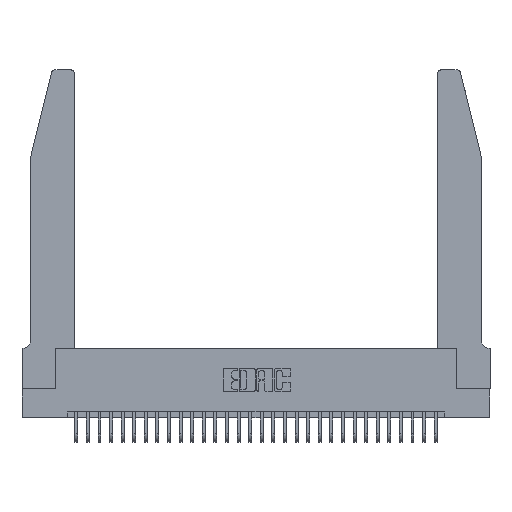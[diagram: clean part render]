
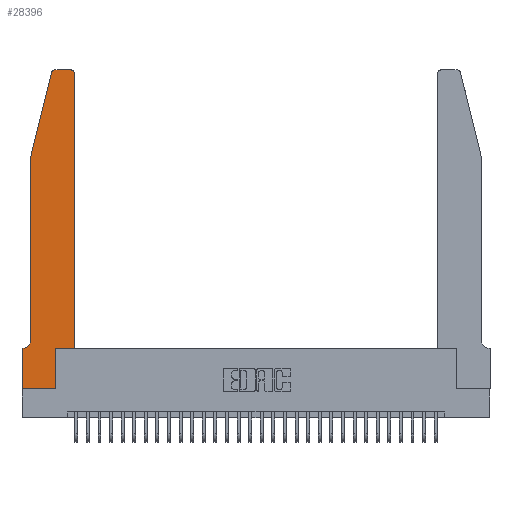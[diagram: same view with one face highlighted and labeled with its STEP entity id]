
A CAD part, top view. The second image highlights one B-rep face of the part: STEP entity #28396.
In plain terms, the highlighted planar face has unit normal (0, 0, 1).
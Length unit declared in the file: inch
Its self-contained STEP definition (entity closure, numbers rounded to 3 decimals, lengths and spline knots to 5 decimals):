
#162 = VECTOR ( 'NONE', #9359, 39.37008 ) ;
#299 = EDGE_CURVE ( 'NONE', #15254, #2165, #10165, .T. ) ;
#738 = ORIENTED_EDGE ( 'NONE', *, *, #299, .T. ) ;
#784 = LINE ( 'NONE', #6713, #22633 ) ;
#1073 = CARTESIAN_POINT ( 'NONE',  ( 0.0055, 0.35, 0.37 ) ) ;
#1295 = EDGE_CURVE ( 'NONE', #29103, #15254, #11658, .T. ) ;
#1431 = VERTEX_POINT ( 'NONE', #16441 ) ;
#1751 = ORIENTED_EDGE ( 'NONE', *, *, #3774, .T. ) ;
#1870 = CIRCLE ( 'NONE', #31059, 0.07 ) ;
#2165 = VERTEX_POINT ( 'NONE', #7670 ) ;
#2230 = DIRECTION ( 'NONE',  ( 0., 1., 0. ) ) ;
#2581 = LINE ( 'NONE', #24420, #162 ) ;
#2699 = VERTEX_POINT ( 'NONE', #9365 ) ;
#3135 = CARTESIAN_POINT ( 'NONE',  ( 0.2865, 0.35, 0.37 ) ) ;
#3477 = CARTESIAN_POINT ( 'NONE',  ( 0.2865, 0.35, 0.37 ) ) ;
#3774 = EDGE_CURVE ( 'NONE', #2165, #19371, #11583, .T. ) ;
#3782 = CIRCLE ( 'NONE', #19839, 0.03 ) ;
#4087 = DIRECTION ( 'NONE',  ( -1., 0., 0. ) ) ;
#4313 = ORIENTED_EDGE ( 'NONE', *, *, #28584, .T. ) ;
#4642 = VECTOR ( 'NONE', #16862, 39.37008 ) ;
#5263 = CARTESIAN_POINT ( 'NONE',  ( 0.4505, 2.72, 0.37 ) ) ;
#5578 = DIRECTION ( 'NONE',  ( 1., 0., 0. ) ) ;
#5610 = VERTEX_POINT ( 'NONE', #16331 ) ;
#6218 = DIRECTION ( 'NONE',  ( 0., 0., 1. ) ) ;
#6713 = CARTESIAN_POINT ( 'NONE',  ( 0.0755, 0.35, 0.37 ) ) ;
#6849 = DIRECTION ( 'NONE',  ( 0., 0., -1. ) ) ;
#7377 = ORIENTED_EDGE ( 'NONE', *, *, #22967, .T. ) ;
#7670 = CARTESIAN_POINT ( 'NONE',  ( 0.4505, 0.35, 0.37 ) ) ;
#7710 = CIRCLE ( 'NONE', #22161, 0.03 ) ;
#8014 = ORIENTED_EDGE ( 'NONE', *, *, #8758, .T. ) ;
#8248 = CARTESIAN_POINT ( 'NONE',  ( 0.4505, 0.35, 0.37 ) ) ;
#8758 = EDGE_CURVE ( 'NONE', #24340, #2699, #2581, .T. ) ;
#9359 = DIRECTION ( 'NONE',  ( 0., -1., 0. ) ) ;
#9365 = CARTESIAN_POINT ( 'NONE',  ( 0., 0., 0.37 ) ) ;
#9515 = CARTESIAN_POINT ( 'NONE',  ( 0.0055, 0.42, 0.37 ) ) ;
#9890 = ORIENTED_EDGE ( 'NONE', *, *, #26425, .T. ) ;
#9943 = EDGE_CURVE ( 'NONE', #32197, #5610, #29110, .T. ) ;
#10138 = FACE_OUTER_BOUND ( 'NONE', #13179, .T. ) ;
#10165 = LINE ( 'NONE', #8248, #17734 ) ;
#11362 = LINE ( 'NONE', #32033, #4642 ) ;
#11583 = LINE ( 'NONE', #25101, #13172 ) ;
#11658 = LINE ( 'NONE', #3477, #24796 ) ;
#11952 = CARTESIAN_POINT ( 'NONE',  ( 0.2605, 2.75, 0.37 ) ) ;
#12427 = VECTOR ( 'NONE', #23385, 39.37008 ) ;
#13172 = VECTOR ( 'NONE', #2230, 39.37008 ) ;
#13179 = EDGE_LOOP ( 'NONE', ( #28639, #4313, #7377, #15878, #9890, #15933, #8014, #18246, #20363, #738, #1751, #32573 ) ) ;
#13916 = CARTESIAN_POINT ( 'NONE',  ( 0.0755, 2., 0.37 ) ) ;
#14801 = VERTEX_POINT ( 'NONE', #22100 ) ;
#15100 = LINE ( 'NONE', #13916, #27788 ) ;
#15254 = VERTEX_POINT ( 'NONE', #3135 ) ;
#15878 = ORIENTED_EDGE ( 'NONE', *, *, #24984, .T. ) ;
#15933 = ORIENTED_EDGE ( 'NONE', *, *, #30130, .T. ) ;
#16331 = CARTESIAN_POINT ( 'NONE',  ( 0.284, 2.75, 0.37 ) ) ;
#16441 = CARTESIAN_POINT ( 'NONE',  ( 0.25487, 2.72718, 0.37 ) ) ;
#16862 = DIRECTION ( 'NONE',  ( 1., 0., 0. ) ) ;
#17328 = EDGE_CURVE ( 'NONE', #19371, #32197, #7710, .T. ) ;
#17734 = VECTOR ( 'NONE', #5578, 39.37008 ) ;
#17918 = CARTESIAN_POINT ( 'NONE',  ( 0.4205, 2.75, 0.37 ) ) ;
#18246 = ORIENTED_EDGE ( 'NONE', *, *, #27583, .T. ) ;
#19371 = VERTEX_POINT ( 'NONE', #5263 ) ;
#19548 = DIRECTION ( 'NONE',  ( 0., 1., 0. ) ) ;
#19839 = AXIS2_PLACEMENT_3D ( 'NONE', #20538, #6218, #20647 ) ;
#20363 = ORIENTED_EDGE ( 'NONE', *, *, #1295, .T. ) ;
#20538 = CARTESIAN_POINT ( 'NONE',  ( 0.284, 2.72, 0.37 ) ) ;
#20647 = DIRECTION ( 'NONE',  ( 1., 0., 0. ) ) ;
#21668 = DIRECTION ( 'NONE',  ( -1., 0., 0. ) ) ;
#21761 = CARTESIAN_POINT ( 'NONE',  ( 0.4205, 2.72, 0.37 ) ) ;
#21772 = CARTESIAN_POINT ( 'NONE',  ( 0., 0.35, 0.37 ) ) ;
#22100 = CARTESIAN_POINT ( 'NONE',  ( 0.0755, 2., 0.37 ) ) ;
#22161 = AXIS2_PLACEMENT_3D ( 'NONE', #21761, #24231, #29287 ) ;
#22633 = VECTOR ( 'NONE', #21668, 39.37008 ) ;
#22967 = EDGE_CURVE ( 'NONE', #1431, #14801, #28669, .T. ) ;
#23385 = DIRECTION ( 'NONE',  ( -0.239, -0.971, 0. ) ) ;
#24168 = VERTEX_POINT ( 'NONE', #1073 ) ;
#24231 = DIRECTION ( 'NONE',  ( 0., 0., 1. ) ) ;
#24340 = VERTEX_POINT ( 'NONE', #27046 ) ;
#24420 = CARTESIAN_POINT ( 'NONE',  ( 0., 0., 0.37 ) ) ;
#24455 = DIRECTION ( 'NONE',  ( 0., 0., 1. ) ) ;
#24796 = VECTOR ( 'NONE', #19548, 39.37008 ) ;
#24984 = EDGE_CURVE ( 'NONE', #14801, #32066, #15100, .T. ) ;
#25101 = CARTESIAN_POINT ( 'NONE',  ( 0.4505, 0.35, 0.37 ) ) ;
#25926 = CARTESIAN_POINT ( 'NONE',  ( 0.0755, 2., 0.37 ) ) ;
#26425 = EDGE_CURVE ( 'NONE', #32066, #24168, #1870, .T. ) ;
#27011 = DIRECTION ( 'NONE',  ( -1., 0., 0. ) ) ;
#27046 = CARTESIAN_POINT ( 'NONE',  ( 0., 0.35, 0.37 ) ) ;
#27212 = PLANE ( 'NONE',  #27902 ) ;
#27583 = EDGE_CURVE ( 'NONE', #2699, #29103, #11362, .T. ) ;
#27788 = VECTOR ( 'NONE', #28883, 39.37008 ) ;
#27902 = AXIS2_PLACEMENT_3D ( 'NONE', #21772, #24455, #29418 ) ;
#28396 = ADVANCED_FACE ( 'NONE', ( #10138 ), #27212, .T. ) ;
#28584 = EDGE_CURVE ( 'NONE', #5610, #1431, #3782, .T. ) ;
#28639 = ORIENTED_EDGE ( 'NONE', *, *, #9943, .T. ) ;
#28669 = LINE ( 'NONE', #25926, #12427 ) ;
#28883 = DIRECTION ( 'NONE',  ( 0., -1., 0. ) ) ;
#29103 = VERTEX_POINT ( 'NONE', #32713 ) ;
#29110 = LINE ( 'NONE', #11952, #29500 ) ;
#29287 = DIRECTION ( 'NONE',  ( 1., 0., 0. ) ) ;
#29418 = DIRECTION ( 'NONE',  ( 1., 0., 0. ) ) ;
#29500 = VECTOR ( 'NONE', #4087, 39.37008 ) ;
#30100 = CARTESIAN_POINT ( 'NONE',  ( 0.0755, 0.42, 0.37 ) ) ;
#30130 = EDGE_CURVE ( 'NONE', #24168, #24340, #784, .T. ) ;
#31059 = AXIS2_PLACEMENT_3D ( 'NONE', #9515, #6849, #27011 ) ;
#32033 = CARTESIAN_POINT ( 'NONE',  ( 0., 0., 0.37 ) ) ;
#32066 = VERTEX_POINT ( 'NONE', #30100 ) ;
#32197 = VERTEX_POINT ( 'NONE', #17918 ) ;
#32573 = ORIENTED_EDGE ( 'NONE', *, *, #17328, .T. ) ;
#32713 = CARTESIAN_POINT ( 'NONE',  ( 0.2865, 0., 0.37 ) ) ;
